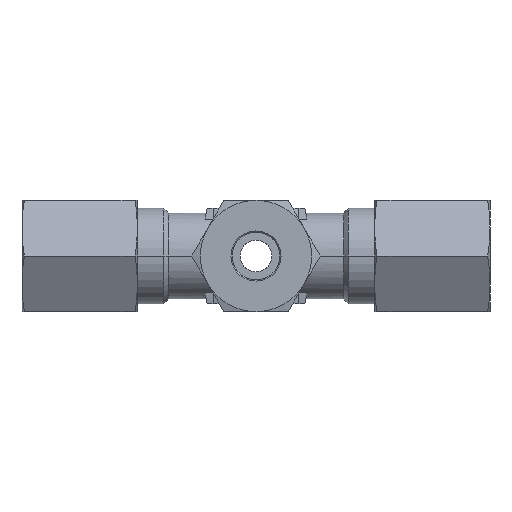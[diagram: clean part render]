
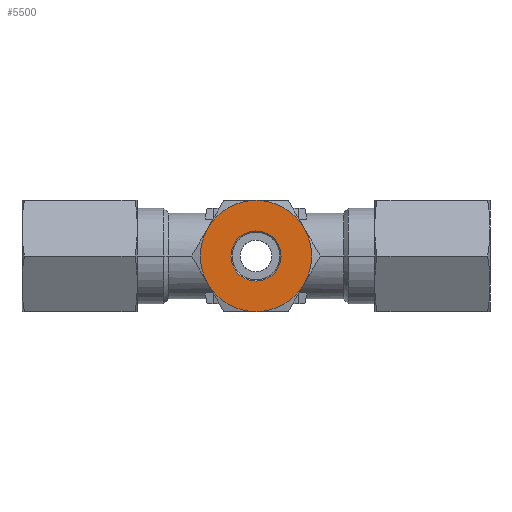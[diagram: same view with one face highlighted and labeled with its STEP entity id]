
A CAD part, left-side view. The second image highlights one B-rep face of the part: STEP entity #5500.
In plain terms, the highlighted planar face has unit normal (-1, 0, 0).
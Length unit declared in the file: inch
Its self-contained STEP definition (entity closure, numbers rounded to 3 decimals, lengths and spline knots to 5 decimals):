
#1338=CARTESIAN_POINT('',(-1.15748,0.,0.));
#1339=DIRECTION('',(-1.,0.,0.));
#1340=DIRECTION('',(0.,-0.866,-0.5));
#1341=AXIS2_PLACEMENT_3D('',#1338,#1339,#1340);
#1343=CARTESIAN_POINT('',(-1.15748,0.,0.));
#1344=DIRECTION('',(-1.,0.,0.));
#1345=DIRECTION('',(0.,0.,-1.));
#1346=AXIS2_PLACEMENT_3D('',#1343,#1344,#1345);
#1348=CARTESIAN_POINT('',(-1.15748,0.,0.));
#1349=DIRECTION('',(-1.,0.,0.));
#1350=DIRECTION('',(0.,0.866,-0.5));
#1351=AXIS2_PLACEMENT_3D('',#1348,#1349,#1350);
#1353=CARTESIAN_POINT('',(-1.15748,0.,0.));
#1354=DIRECTION('',(-1.,0.,0.));
#1355=DIRECTION('',(0.,1.,0.));
#1356=AXIS2_PLACEMENT_3D('',#1353,#1354,#1355);
#1358=CARTESIAN_POINT('',(-1.15748,0.,0.));
#1359=DIRECTION('',(-1.,0.,0.));
#1360=DIRECTION('',(0.,0.866,0.5));
#1361=AXIS2_PLACEMENT_3D('',#1358,#1359,#1360);
#1363=CARTESIAN_POINT('',(-1.15748,0.,0.));
#1364=DIRECTION('',(-1.,0.,0.));
#1365=DIRECTION('',(0.,0.,1.));
#1366=AXIS2_PLACEMENT_3D('',#1363,#1364,#1365);
#1368=CARTESIAN_POINT('',(-1.15748,0.,0.));
#1369=DIRECTION('',(-1.,0.,0.));
#1370=DIRECTION('',(0.,-0.866,0.5));
#1371=AXIS2_PLACEMENT_3D('',#1368,#1369,#1370);
#1373=CARTESIAN_POINT('',(-1.15748,0.,0.));
#1374=DIRECTION('',(1.,0.,0.));
#1375=DIRECTION('',(0.,1.,0.));
#1376=AXIS2_PLACEMENT_3D('',#1373,#1374,#1375);
#1378=CARTESIAN_POINT('',(-1.15748,0.,0.));
#1379=DIRECTION('',(1.,0.,0.));
#1380=DIRECTION('',(0.,-1.,0.));
#1381=AXIS2_PLACEMENT_3D('',#1378,#1379,#1380);
#1383=CARTESIAN_POINT('',(-1.15748,-0.23867,
-0.1378));
#1534=CARTESIAN_POINT('',(-1.15748,-0.23867,
0.1378));
#1582=CARTESIAN_POINT('',(-1.15748,0.,0.27559));
#1612=CARTESIAN_POINT('',(-1.15748,0.23867,
0.1378));
#1698=CARTESIAN_POINT('',(-1.15748,0.23867,
-0.1378));
#1718=CARTESIAN_POINT('',(-1.15748,0.,-0.27559));
#3451=VERTEX_POINT('',#1698);
#3459=VERTEX_POINT('',#1582);
#3464=VERTEX_POINT('',#1612);
#3467=VERTEX_POINT('',#1534);
#3471=VERTEX_POINT('',#1383);
#3474=VERTEX_POINT('',#1718);
#3477=CARTESIAN_POINT('',(-1.15748,0.27559,0.));
#3478=VERTEX_POINT('',#3477);
#3487=CARTESIAN_POINT('',(-1.15748,0.12411,0.));
#3488=CARTESIAN_POINT('',(-1.15748,-0.12411,0.));
#3489=VERTEX_POINT('',#3487);
#3490=VERTEX_POINT('',#3488);
#5474=CARTESIAN_POINT('',(-1.15748,-0.1378,0.));
#5475=DIRECTION('',(-1.,0.,0.));
#5476=DIRECTION('',(0.,0.,-1.));
#5477=AXIS2_PLACEMENT_3D('',#5474,#5475,#5476);
#5478=PLANE('',#5477);
#5480=ORIENTED_EDGE('',*,*,#5479,.F.);
#5482=ORIENTED_EDGE('',*,*,#5481,.F.);
#5484=ORIENTED_EDGE('',*,*,#5483,.F.);
#5486=ORIENTED_EDGE('',*,*,#5485,.F.);
#5488=ORIENTED_EDGE('',*,*,#5487,.F.);
#5490=ORIENTED_EDGE('',*,*,#5489,.F.);
#5492=ORIENTED_EDGE('',*,*,#5491,.F.);
#5493=EDGE_LOOP('',(#5480,#5482,#5484,#5486,#5488,#5490,#5492));
#5494=FACE_OUTER_BOUND('',#5493,.F.);
#5496=ORIENTED_EDGE('',*,*,#5495,.F.);
#5497=ORIENTED_EDGE('',*,*,#5457,.F.);
#5498=EDGE_LOOP('',(#5496,#5497));
#5499=FACE_BOUND('',#5498,.F.);
#5500=ADVANCED_FACE('',(#5494,#5499),#5478,.T.);
#1342=CIRCLE('',#1341,0.27559);
#1347=CIRCLE('',#1346,0.27559);
#1352=CIRCLE('',#1351,0.27559);
#1357=CIRCLE('',#1356,0.27559);
#1362=CIRCLE('',#1361,0.27559);
#1367=CIRCLE('',#1366,0.27559);
#1372=CIRCLE('',#1371,0.27559);
#1377=CIRCLE('',#1376,0.12411);
#1382=CIRCLE('',#1381,0.12411);
#5457=EDGE_CURVE('',#3490,#3489,#1382,.T.);
#5479=EDGE_CURVE('',#3471,#3467,#1342,.T.);
#5481=EDGE_CURVE('',#3474,#3471,#1347,.T.);
#5483=EDGE_CURVE('',#3451,#3474,#1352,.T.);
#5485=EDGE_CURVE('',#3478,#3451,#1357,.T.);
#5487=EDGE_CURVE('',#3464,#3478,#1362,.T.);
#5489=EDGE_CURVE('',#3459,#3464,#1367,.T.);
#5491=EDGE_CURVE('',#3467,#3459,#1372,.T.);
#5495=EDGE_CURVE('',#3489,#3490,#1377,.T.);
